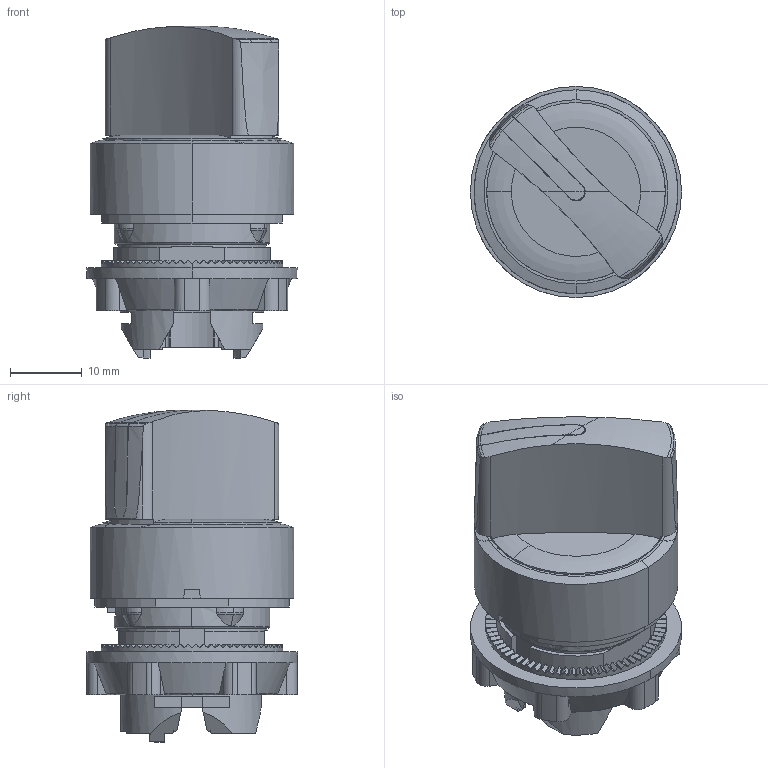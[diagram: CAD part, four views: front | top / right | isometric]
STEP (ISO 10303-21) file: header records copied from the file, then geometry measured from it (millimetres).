
FILE_DESCRIPTION(('STEP AP242'),'1');
FILE_NAME('zb5ak1233.stp','2019-11-15T10:58:10',('TraceParts'),('TraceParts S.A.'),'Spatial InterOp 3D',' ',' ');
FILE_SCHEMA(('AP242_MANAGED_MODEL_BASED_3D_ENGINEERING_MIM_LF {1 0 10303 442 1 1 4}'));
Length unit declared in the file: millimetre
Products named in the file (1): zb5ak1233_1
Bounding box: 29.5 x 29.5 x 46.38 mm (x, y, z)
Volume: 15627.9 mm3; surface area: 7257.7 mm2
Topology: 2 solids, 2 shells, 745 faces, 2178 edges, 1445 vertices
Faces by surface type: plane 415, cylinder 269, cone 31, torus 28, sphere 2
Entity records: 27102 total; most frequent: CARTESIAN_POINT 7357, ORIENTED_EDGE 4352, DIRECTION 4094, EDGE_CURVE 2176, AXIS2_PLACEMENT_3D 1599, VERTEX_POINT 1445, LINE 896, VECTOR 896
